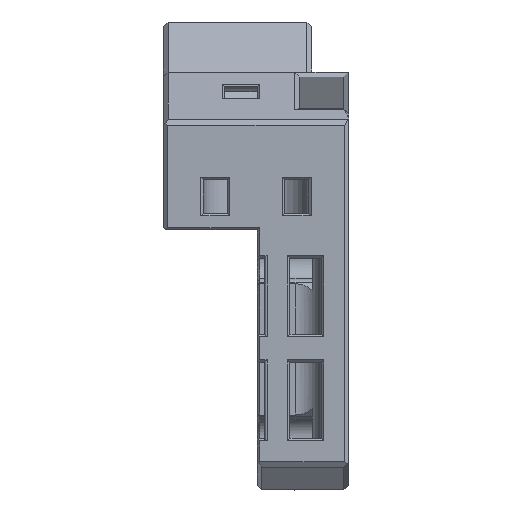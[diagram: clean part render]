
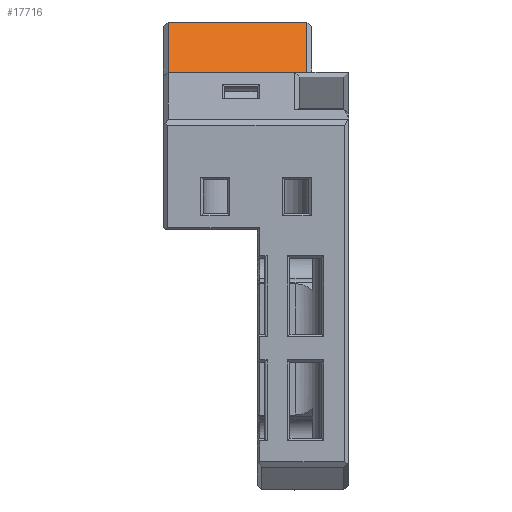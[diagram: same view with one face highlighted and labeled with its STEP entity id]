
A CAD part, left-side view. The second image highlights one B-rep face of the part: STEP entity #17716.
In plain terms, the highlighted planar face has unit normal (-0.866, 0, 0.5).
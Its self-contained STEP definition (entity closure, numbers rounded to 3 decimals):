
#348=PLANE('',#18854);
#1337=FACE_OUTER_BOUND('',#2330,.T.);
#2330=EDGE_LOOP('',(#13067,#13068,#13069,#13070));
#3226=LINE('',#25590,#5170);
#3619=LINE('',#26631,#5563);
#3621=LINE('',#26635,#5565);
#3622=LINE('',#26636,#5566);
#5170=VECTOR('',#20285,10.);
#5563=VECTOR('',#21276,10.);
#5565=VECTOR('',#21280,10.);
#5566=VECTOR('',#21281,10.);
#7676=VERTEX_POINT('',#25587);
#7677=VERTEX_POINT('',#25589);
#8016=VERTEX_POINT('',#26630);
#8017=VERTEX_POINT('',#26634);
#9399=EDGE_CURVE('',#7677,#7676,#3226,.T.);
#9917=EDGE_CURVE('',#8016,#7676,#3619,.T.);
#9919=EDGE_CURVE('',#8017,#8016,#3621,.T.);
#9920=EDGE_CURVE('',#8017,#7677,#3622,.T.);
#13067=ORIENTED_EDGE('',*,*,#9919,.F.);
#13068=ORIENTED_EDGE('',*,*,#9920,.T.);
#13069=ORIENTED_EDGE('',*,*,#9399,.T.);
#13070=ORIENTED_EDGE('',*,*,#9917,.F.);
#17716=ADVANCED_FACE('',(#1337),#348,.T.);
#18854=AXIS2_PLACEMENT_3D('',#26633,#21278,#21279);
#20285=DIRECTION('',(0.,-1.,0.));
#21276=DIRECTION('',(-0.5,0.,-0.866));
#21278=DIRECTION('center_axis',(-0.866,0.,
0.5));
#21279=DIRECTION('ref_axis',(0.5,0.,0.866));
#21280=DIRECTION('',(0.,-1.,0.));
#21281=DIRECTION('',(-0.5,0.,-0.866));
#25587=CARTESIAN_POINT('',(-9.699,2.95,35.65));
#25589=CARTESIAN_POINT('',(-9.699,14.8,35.65));
#25590=CARTESIAN_POINT('',(-9.699,3.15,35.65));
#26630=CARTESIAN_POINT('',(-7.217,2.95,39.95));
#26631=CARTESIAN_POINT('',(-8.963,2.95,36.924));
#26633=CARTESIAN_POINT('Origin',(-9.699,3.15,35.65));
#26634=CARTESIAN_POINT('',(-7.217,14.8,39.95));
#26635=CARTESIAN_POINT('',(-7.217,3.15,39.95));
#26636=CARTESIAN_POINT('',(-8.864,14.8,37.097));
